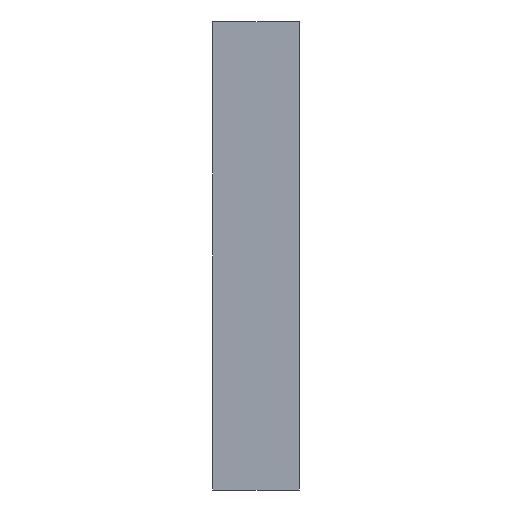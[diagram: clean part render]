
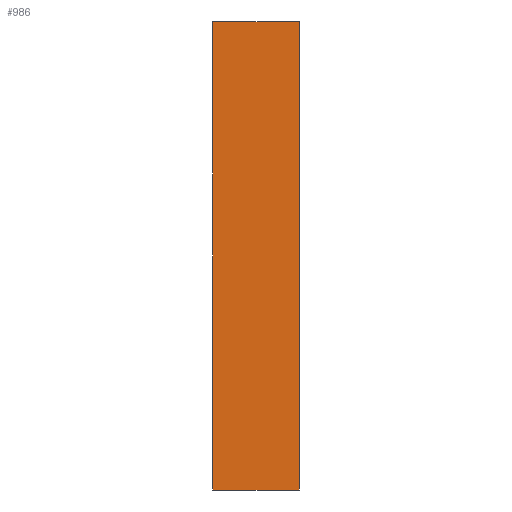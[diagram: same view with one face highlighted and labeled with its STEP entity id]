
A CAD part, left-side view. The second image highlights one B-rep face of the part: STEP entity #986.
In plain terms, the highlighted planar face has unit normal (-1, 0, 0).
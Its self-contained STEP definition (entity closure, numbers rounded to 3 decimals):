
#92=FACE_OUTER_BOUND('',#146,.T.);
#146=EDGE_LOOP('',(#893,#894,#895,#896));
#214=LINE('',#1468,#312);
#233=LINE('',#1514,#331);
#272=LINE('',#1634,#370);
#273=LINE('',#1636,#371);
#312=VECTOR('',#1174,10.);
#331=VECTOR('',#1209,10.);
#370=VECTOR('',#1316,10.);
#371=VECTOR('',#1319,10.);
#419=VERTEX_POINT('',#1465);
#420=VERTEX_POINT('',#1467);
#438=VERTEX_POINT('',#1511);
#439=VERTEX_POINT('',#1513);
#520=EDGE_CURVE('',#419,#420,#214,.T.);
#543=EDGE_CURVE('',#438,#439,#233,.T.);
#599=EDGE_CURVE('',#419,#439,#272,.T.);
#600=EDGE_CURVE('',#420,#438,#273,.T.);
#893=ORIENTED_EDGE('',*,*,#520,.F.);
#894=ORIENTED_EDGE('',*,*,#599,.T.);
#895=ORIENTED_EDGE('',*,*,#543,.F.);
#896=ORIENTED_EDGE('',*,*,#600,.F.);
#934=PLANE('',#1088);
#986=ADVANCED_FACE('',(#92),#934,.F.);
#1088=AXIS2_PLACEMENT_3D('',#1673,#1363,#1364);
#1174=DIRECTION('',(0.,0.,1.));
#1209=DIRECTION('',(0.,0.,-1.));
#1316=DIRECTION('',(0.,-1.,0.));
#1319=DIRECTION('',(0.,-1.,0.));
#1363=DIRECTION('center_axis',(1.,0.,0.));
#1364=DIRECTION('ref_axis',(0.,1.,0.));
#1465=CARTESIAN_POINT('',(-42.57,4.775,-4.652));
#1467=CARTESIAN_POINT('',(-42.57,4.775,11.252));
#1468=CARTESIAN_POINT('',(-42.57,4.775,6.252));
#1511=CARTESIAN_POINT('',(-42.57,1.825,11.252));
#1513=CARTESIAN_POINT('',(-42.57,1.825,-4.652));
#1514=CARTESIAN_POINT('',(-42.57,1.825,0.348));
#1634=CARTESIAN_POINT('',(-42.57,4.775,-4.652));
#1636=CARTESIAN_POINT('',(-42.57,4.775,11.252));
#1673=CARTESIAN_POINT('Origin',(-42.57,3.3,3.3));
